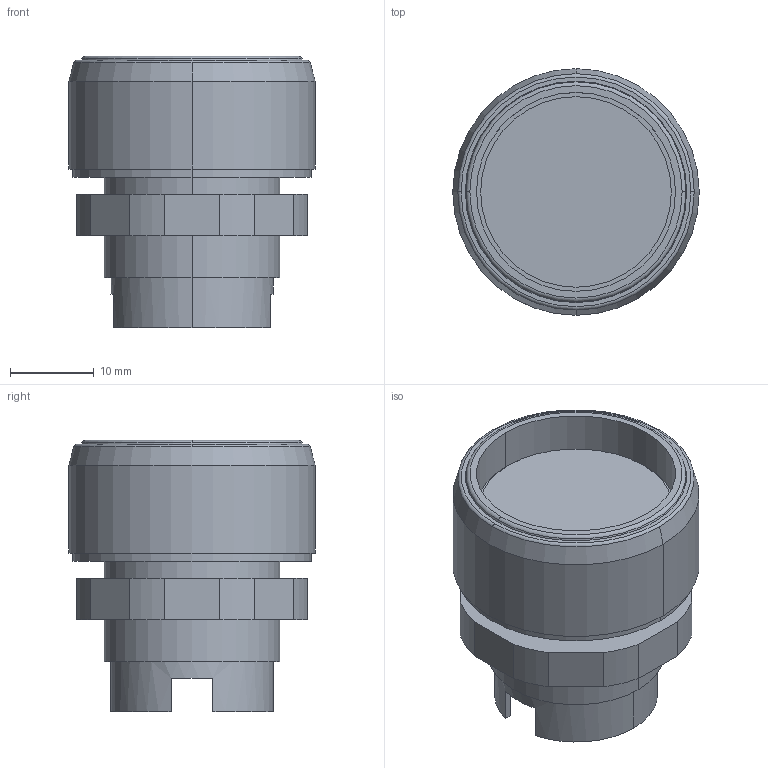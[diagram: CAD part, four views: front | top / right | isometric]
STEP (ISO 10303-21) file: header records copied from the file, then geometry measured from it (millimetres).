
FILE_DESCRIPTION((''),'2;1');
FILE_NAME('3d_LPCB306.stp','2012-10-03T10:54:45',(''),(''),'Mechanical Desktop 2011','Mechanical Desktop 2011',', , ');
FILE_SCHEMA(('CONFIG_CONTROL_DESIGN'));
Length unit declared in the file: millimetre
Products named in the file (1): Product
Bounding box: 29.5 x 29.5 x 32.5 mm (x, y, z)
Volume: 13980 mm3; surface area: 5673.9 mm2
Topology: 2 solids, 2 shells, 56 faces, 140 edges, 94 vertices
Faces by surface type: cylinder 24, plane 24, torus 4, cone 4
Entity records: 1811 total; most frequent: DIRECTION 328, CARTESIAN_POINT 291, ORIENTED_EDGE 280, EDGE_CURVE 140, AXIS2_PLACEMENT_3D 131, VERTEX_POINT 94, CIRCLE 74, VECTOR 66
